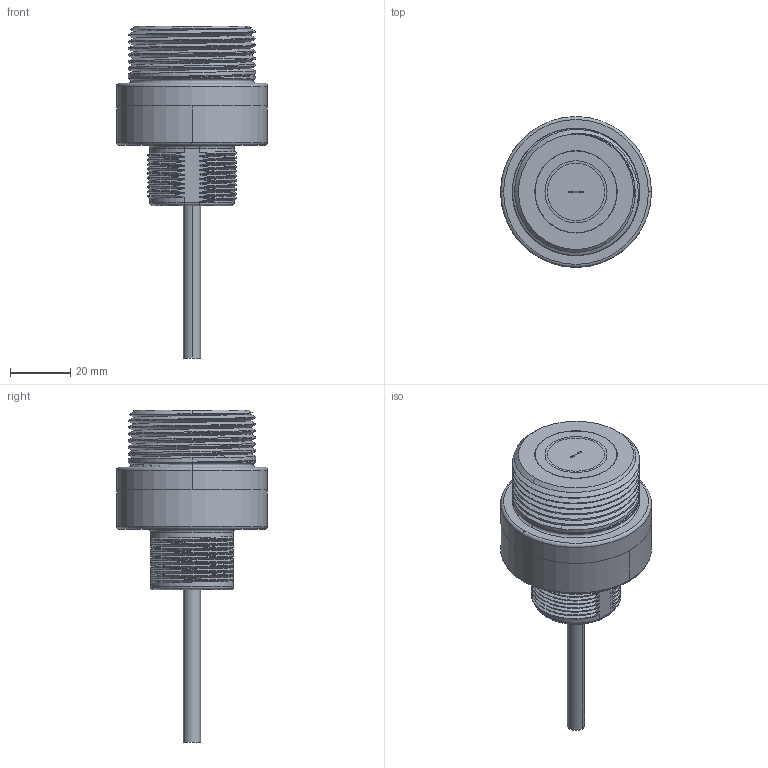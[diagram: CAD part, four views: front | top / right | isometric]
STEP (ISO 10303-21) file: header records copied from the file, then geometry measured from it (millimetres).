
FILE_DESCRIPTION((''),'2;1');
FILE_NAME('193165_ASM','2016-01-29T',('pdmadmin'),(''),'PRO/ENGINEER BY PARAMETRIC TECHNOLOGY CORPORATION, 2013230','PRO/ENGINEER BY PARAMETRIC TECHNOLOGY CORPORATION, 2013230','');
FILE_SCHEMA(('CONFIG_CONTROL_DESIGN'));
Products named in the file (16): 187069; 126458; 32626; 193165_CABLE; 135859; 134803_SOFT_PVC; 134803_MATCHING_LAYER; 134803_PIEZO; 134803_SHIELD; 134803_URETHANE_ISOLATION; 134803_BACKING; 134803_BACKFILL; 134803_CABLE_AF0; 138761_AF2; 134803_AF0_ASM; 193165_ASM
Assembly tree (15 placements, depth 3):
  193165_ASM
    187069
    126458
    32626
    193165_CABLE
    134803_AF0_ASM
      135859
      134803_SOFT_PVC
      134803_MATCHING_LAYER
      134803_PIEZO
      134803_SHIELD
      134803_URETHANE_ISOLATION
      134803_BACKING
      134803_BACKFILL
      134803_CABLE_AF0
      138761_AF2
Bounding box: 50 x 50 x 110 mm (x, y, z)
Volume: 41283.5 mm3; surface area: 36299.7 mm2
Topology: 14 solids, 14 shells, 470 faces, 1129 edges, 710 vertices
Faces by surface type: cylinder 185, bspline 120, plane 89, torus 38, cone 26, sphere 12
Entity records: 38400 total; most frequent: CARTESIAN_POINT 27799, ORIENTED_EDGE 2258, DIRECTION 1997, EDGE_CURVE 1129, AXIS2_PLACEMENT_3D 845, VERTEX_POINT 710, EDGE_LOOP 517, FACE_OUTER_BOUND 470
